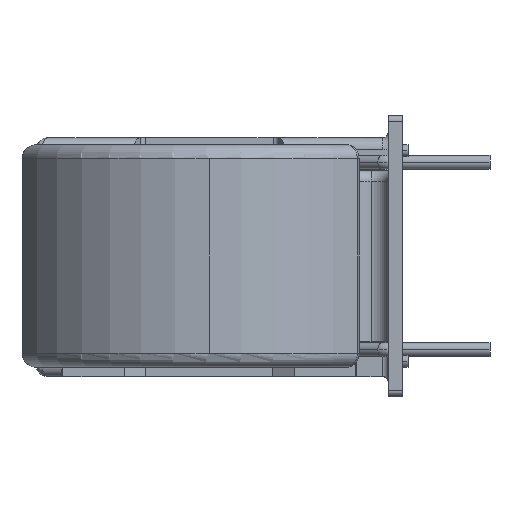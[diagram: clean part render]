
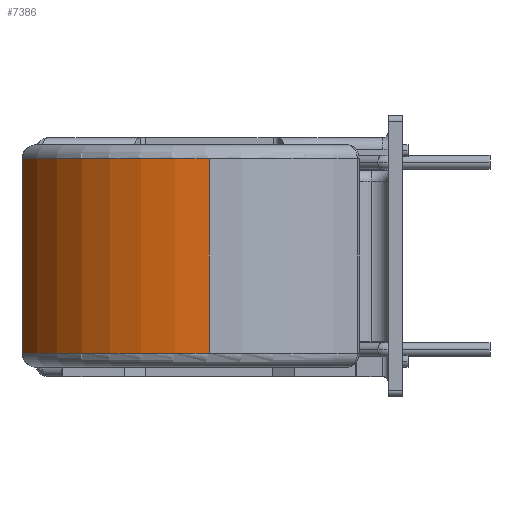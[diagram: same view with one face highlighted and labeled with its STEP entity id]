
A CAD part, left-side view. The second image highlights one B-rep face of the part: STEP entity #7386.
In plain terms, the highlighted cylindrical face has radius 17 mm (diameter 34 mm), a partial arc.
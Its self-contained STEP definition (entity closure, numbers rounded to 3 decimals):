
#1364 = AXIS2_PLACEMENT_3D ( 'NONE', #14152, #4152, #15554 ) ;
#1790 = CIRCLE ( 'NONE', #1364, 17. ) ;
#2525 = EDGE_CURVE ( 'NONE', #14846, #7459, #15606, .T. ) ;
#2591 = DIRECTION ( 'NONE',  ( 0., 0., -1. ) ) ;
#2731 = EDGE_LOOP ( 'NONE', ( #5492, #4642, #13839, #17043 ) ) ;
#2810 = CARTESIAN_POINT ( 'NONE',  ( -17., 0., -8.3 ) ) ;
#2915 = AXIS2_PLACEMENT_3D ( 'NONE', #5356, #2591, #18362 ) ;
#4152 = DIRECTION ( 'NONE',  ( 0., 0., 1. ) ) ;
#4642 = ORIENTED_EDGE ( 'NONE', *, *, #2525, .T. ) ;
#5356 = CARTESIAN_POINT ( 'NONE',  ( 0., 0., 9.5 ) ) ;
#5394 = DIRECTION ( 'NONE',  ( 0., 0., -1. ) ) ;
#5492 = ORIENTED_EDGE ( 'NONE', *, *, #18043, .F. ) ;
#6530 = CARTESIAN_POINT ( 'NONE',  ( -17., 0., 9.5 ) ) ;
#6713 = DIRECTION ( 'NONE',  ( 0., 0., -1. ) ) ;
#7010 = DIRECTION ( 'NONE',  ( 0., 0., -1. ) ) ;
#7386 = ADVANCED_FACE ( 'NONE', ( #15769 ), #16462, .T. ) ;
#7459 = VERTEX_POINT ( 'NONE', #9606 ) ;
#8513 = VERTEX_POINT ( 'NONE', #2810 ) ;
#9532 = LINE ( 'NONE', #14230, #11999 ) ;
#9606 = CARTESIAN_POINT ( 'NONE',  ( -5.845, 15.963, 8.3 ) ) ;
#9763 = LINE ( 'NONE', #6530, #12693 ) ;
#10550 = EDGE_CURVE ( 'NONE', #7459, #11890, #9532, .T. ) ;
#11890 = VERTEX_POINT ( 'NONE', #15627 ) ;
#11999 = VECTOR ( 'NONE', #5394, 1000. ) ;
#12511 = CARTESIAN_POINT ( 'NONE',  ( -17., 0., 8.3 ) ) ;
#12693 = VECTOR ( 'NONE', #6713, 1000. ) ;
#13839 = ORIENTED_EDGE ( 'NONE', *, *, #10550, .T. ) ;
#14152 = CARTESIAN_POINT ( 'NONE',  ( 0., 0., -8.3 ) ) ;
#14230 = CARTESIAN_POINT ( 'NONE',  ( -5.845, 15.963, 9.5 ) ) ;
#14835 = EDGE_CURVE ( 'NONE', #11890, #8513, #1790, .T. ) ;
#14846 = VERTEX_POINT ( 'NONE', #12511 ) ;
#15554 = DIRECTION ( 'NONE',  ( 1., 0., 0. ) ) ;
#15606 = CIRCLE ( 'NONE', #17044, 17. ) ;
#15627 = CARTESIAN_POINT ( 'NONE',  ( -5.845, 15.963, -8.3 ) ) ;
#15769 = FACE_OUTER_BOUND ( 'NONE', #2731, .T. ) ;
#16462 = CYLINDRICAL_SURFACE ( 'NONE', #2915, 17. ) ;
#17043 = ORIENTED_EDGE ( 'NONE', *, *, #14835, .T. ) ;
#17044 = AXIS2_PLACEMENT_3D ( 'NONE', #18513, #7010, #17170 ) ;
#17170 = DIRECTION ( 'NONE',  ( 1., 0., 0. ) ) ;
#18043 = EDGE_CURVE ( 'NONE', #14846, #8513, #9763, .T. ) ;
#18362 = DIRECTION ( 'NONE',  ( -1., 0., 0. ) ) ;
#18513 = CARTESIAN_POINT ( 'NONE',  ( 0., 0., 8.3 ) ) ;
